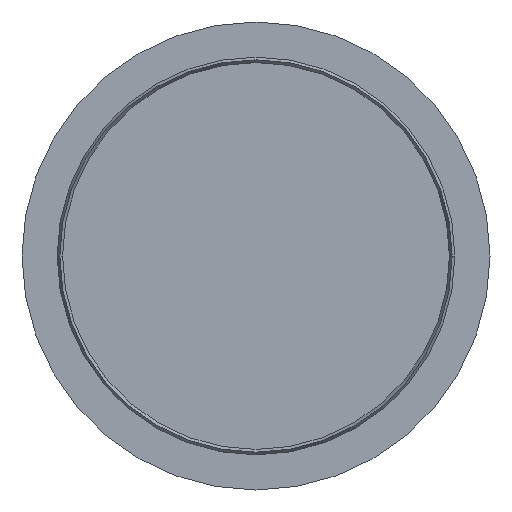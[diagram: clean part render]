
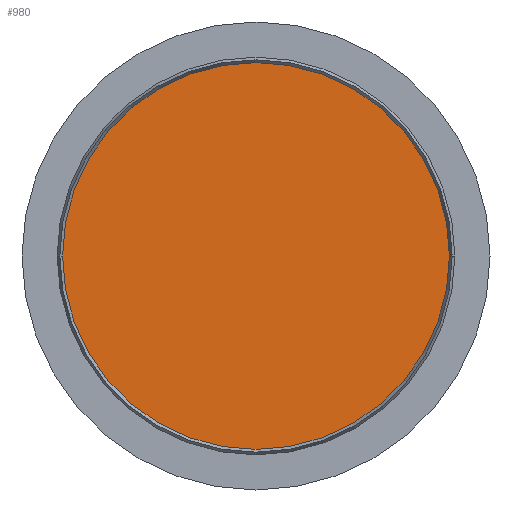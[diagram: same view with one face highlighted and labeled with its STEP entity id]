
A CAD part, front view. The second image highlights one B-rep face of the part: STEP entity #980.
In plain terms, the highlighted planar face has unit normal (0, -1, 0).
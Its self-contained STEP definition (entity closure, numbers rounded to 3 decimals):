
#419=CARTESIAN_POINT('',(0.,-7.3,0.));
#420=DIRECTION('',(0.,1.,0.));
#421=DIRECTION('',(1.,0.,0.));
#422=AXIS2_PLACEMENT_3D('',#419,#420,#421);
#441=CARTESIAN_POINT('',(0.,-7.3,0.));
#442=DIRECTION('',(0.,1.,0.));
#443=DIRECTION('',(-1.,0.,0.));
#444=AXIS2_PLACEMENT_3D('',#441,#442,#443);
#563=CARTESIAN_POINT('',(-12.4,-7.3,0.));
#564=CARTESIAN_POINT('',(12.4,-7.3,0.));
#565=VERTEX_POINT('',#563);
#566=VERTEX_POINT('',#564);
#970=CARTESIAN_POINT('',(0.,-7.3,0.));
#971=DIRECTION('',(0.,-1.,0.));
#972=DIRECTION('',(0.,0.,1.));
#973=AXIS2_PLACEMENT_3D('',#970,#971,#972);
#974=PLANE('',#973);
#976=ORIENTED_EDGE('',*,*,#975,.T.);
#977=ORIENTED_EDGE('',*,*,#960,.T.);
#978=EDGE_LOOP('',(#976,#977));
#979=FACE_OUTER_BOUND('',#978,.F.);
#980=ADVANCED_FACE('',(#979),#974,.T.);
#423=CIRCLE('',#422,12.4);
#445=CIRCLE('',#444,12.4);
#960=EDGE_CURVE('',#566,#565,#423,.T.);
#975=EDGE_CURVE('',#565,#566,#445,.T.);
